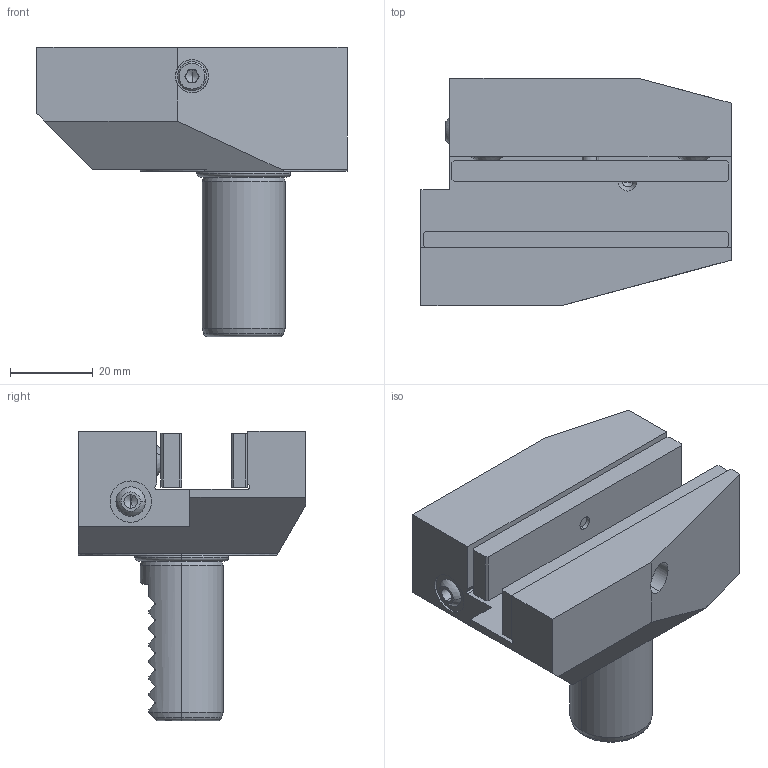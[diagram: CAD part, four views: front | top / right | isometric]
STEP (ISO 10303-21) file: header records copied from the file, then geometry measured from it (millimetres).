
FILE_DESCRIPTION (( 'STEP AP203' ), '1' );
FILE_NAME ('STEP.STEP', '2020-05-11T04:44:02', ( '' ), ( '' ), 'SwSTEP 2.0', 'SolidWorks 2017', '' );
FILE_SCHEMA (( 'CONFIG_CONTROL_DESIGN' ));
Length unit declared in the file: millimetre
Products named in the file (1): STEP
Bounding box: 75 x 55 x 70 mm (x, y, z)
Volume: 97826.1 mm3; surface area: 28964.4 mm2
Topology: 12 solids, 12 shells, 278 faces, 671 edges, 414 vertices
Faces by surface type: plane 138, cylinder 69, cone 48, torus 17, sphere 4, bspline 2
Entity records: 10046 total; most frequent: CARTESIAN_POINT 3589, DIRECTION 1350, ORIENTED_EDGE 1302, EDGE_CURVE 651, AXIS2_PLACEMENT_3D 493, VERTEX_POINT 408, VECTOR 364, LINE 364
